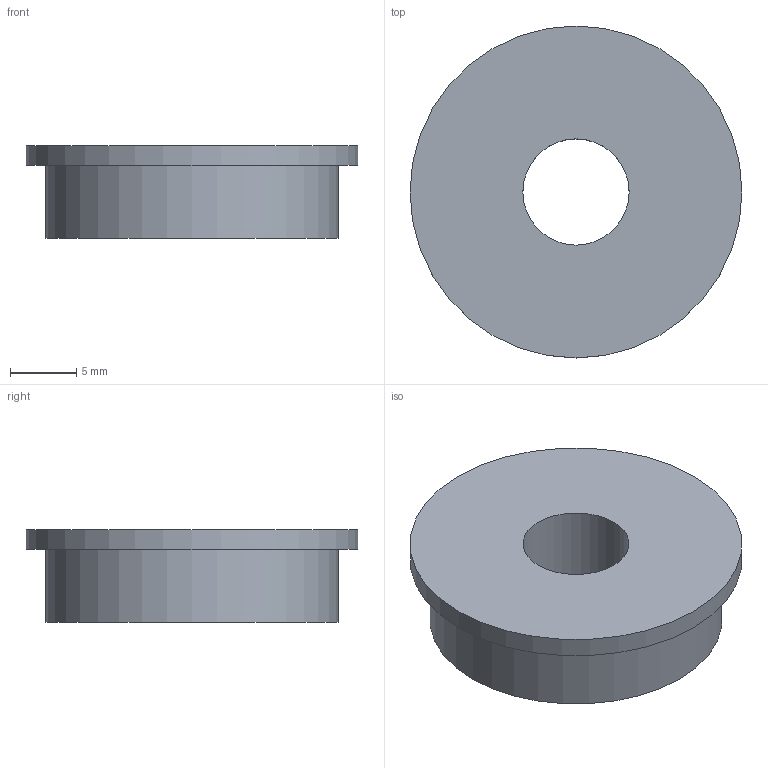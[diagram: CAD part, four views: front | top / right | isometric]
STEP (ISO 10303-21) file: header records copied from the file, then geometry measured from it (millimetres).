
FILE_DESCRIPTION(/* description */ ('8x22x7mm flanged bearing'),/* implementation_level */ '2;1');
FILE_NAME(/* name */ '30169-01.ipt.step',/* time_stamp */ '2013-11-18T21:48:47-06:00',/* author */ ('Edward'),/* organization */ (''),/* preprocessor_version */ 'ST-DEVELOPER v15.2',/* originating_system */ 'Autodesk Inventor 2014',/* authorisation */ 'NEED QUOTE FROM JINAN BEARING');
FILE_SCHEMA (('AUTOMOTIVE_DESIGN { 1 0 10303 214 3 1 1 }'));
Length unit declared in the file: millimetre
Products named in the file (1): 30169-01
Bounding box: 25 x 25 x 7 mm (x, y, z)
Volume: 2475.2 mm3; surface area: 1555.1 mm2
Topology: 1 solids, 1 shells, 6 faces, 9 edges, 6 vertices
Faces by surface type: cylinder 3, plane 3
Full cylindrical faces by diameter (mm): 8 x1, 22 x1, 25 x1
Entity records: 149 total; most frequent: DIRECTION 26, CARTESIAN_POINT 19, AXIS2_PLACEMENT_3D 13, EDGE_LOOP 12, ORIENTED_EDGE 12, FACE_BOUND 8, CIRCLE 6, VERTEX_POINT 6
